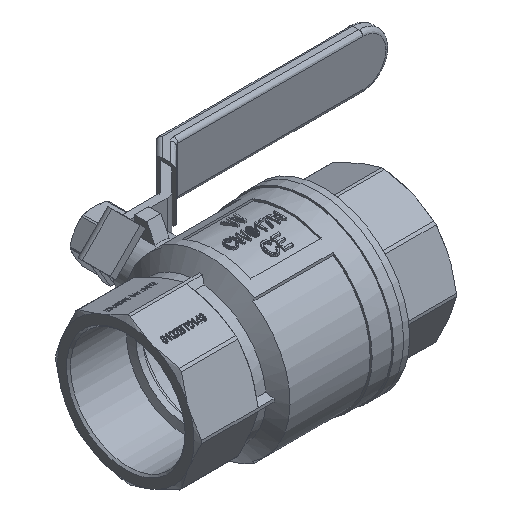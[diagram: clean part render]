
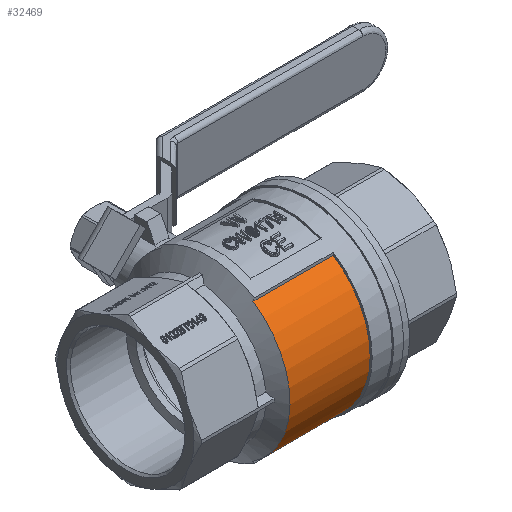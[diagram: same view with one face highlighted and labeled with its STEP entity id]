
A CAD part, isometric view. The second image highlights one B-rep face of the part: STEP entity #32469.
In plain terms, the highlighted cylindrical face has radius 41.5 mm (diameter 83 mm), a partial arc.
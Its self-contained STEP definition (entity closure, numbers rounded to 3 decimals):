
#1265=CYLINDRICAL_SURFACE('',#34435,41.5);
#1430=CIRCLE('',#34436,41.5);
#1431=CIRCLE('',#34437,41.5);
#2489=ORIENTED_EDGE('',*,*,#11983,.T.);
#2490=ORIENTED_EDGE('',*,*,#11984,.T.);
#2491=ORIENTED_EDGE('',*,*,#11985,.T.);
#2492=ORIENTED_EDGE('',*,*,#11986,.F.);
#11983=EDGE_CURVE('',#16796,#16797,#1430,.T.);
#11984=EDGE_CURVE('',#16797,#16798,#20068,.T.);
#11985=EDGE_CURVE('',#16798,#16799,#1431,.T.);
#11986=EDGE_CURVE('',#16796,#16799,#20069,.T.);
#16796=VERTEX_POINT('',#50561);
#16797=VERTEX_POINT('',#50562);
#16798=VERTEX_POINT('',#50564);
#16799=VERTEX_POINT('',#50566);
#20068=LINE('',#50563,#23575);
#20069=LINE('',#50567,#23576);
#23575=VECTOR('',#37964,1000.);
#23576=VECTOR('',#37967,1000.);
#27023=EDGE_LOOP('',(#2489,#2490,#2491,#2492));
#28964=FACE_BOUND('',#27023,.T.);
#32469=ADVANCED_FACE('',(#28964),#1265,.T.);
#34435=AXIS2_PLACEMENT_3D('',#50559,#37960,#37961);
#34436=AXIS2_PLACEMENT_3D('',#50560,#37962,#37963);
#34437=AXIS2_PLACEMENT_3D('',#50565,#37965,#37966);
#37960=DIRECTION('',(-1.,0.,0.));
#37961=DIRECTION('',(0.,1.,0.));
#37962=DIRECTION('',(-1.,0.,0.));
#37963=DIRECTION('',(0.,1.,0.));
#37964=DIRECTION('',(-1.,0.,0.));
#37965=DIRECTION('',(1.,0.,0.));
#37966=DIRECTION('',(0.,-1.,0.));
#37967=DIRECTION('',(-1.,0.,0.));
#50559=CARTESIAN_POINT('',(3.,0.,0.));
#50560=CARTESIAN_POINT('',(15.5,0.,0.));
#50561=CARTESIAN_POINT('',(15.5,-23.,-34.543));
#50562=CARTESIAN_POINT('',(15.5,-23.,34.543));
#50563=CARTESIAN_POINT('',(3.,-23.,34.543));
#50564=CARTESIAN_POINT('',(-24.5,-23.,34.543));
#50565=CARTESIAN_POINT('',(-24.5,0.,0.));
#50566=CARTESIAN_POINT('',(-24.5,-23.,-34.543));
#50567=CARTESIAN_POINT('',(3.,-23.,-34.543));
